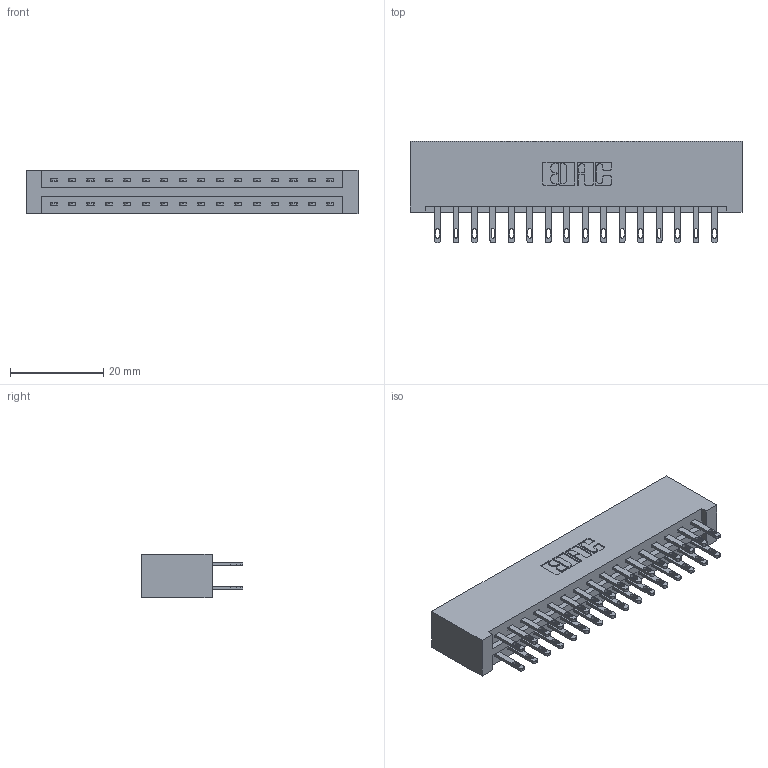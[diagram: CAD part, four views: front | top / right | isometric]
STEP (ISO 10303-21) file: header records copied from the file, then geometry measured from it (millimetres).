
FILE_DESCRIPTION (( 'STEP AP203' ), '1' );
FILE_NAME ('337-032-500-201.STEP', '2019-10-08T19:06:33', ( '' ), ( '' ), 'SwSTEP 2.0', 'SolidWorks 2016', '' );
FILE_SCHEMA (( 'CONFIG_CONTROL_DESIGN' ));
Length unit declared in the file: inch
Products named in the file (3): 337 Part_No Mounting Lugs; 337-032-500-201; 345-292-001_345-293-100
Assembly tree (33 placements, depth 2):
  337-032-500-201
    337 Part_No Mounting Lugs
    345-292-001_345-293-100  x32
Bounding box: 71.27 x 21.85 x 9.4 mm (x, y, z)
Volume: 8023.7 mm3; surface area: 9229.4 mm2
Topology: 33 solids, 33 shells, 1706 faces, 5183 edges, 3454 vertices
Faces by surface type: plane 1090, cylinder 616
Entity records: 15421 total; most frequent: CARTESIAN_POINT 2618, ORIENTED_EDGE 2554, DIRECTION 2269, EDGE_CURVE 1277, VECTOR 1153, LINE 1153, VERTEX_POINT 850, AXIS2_PLACEMENT_3D 558
